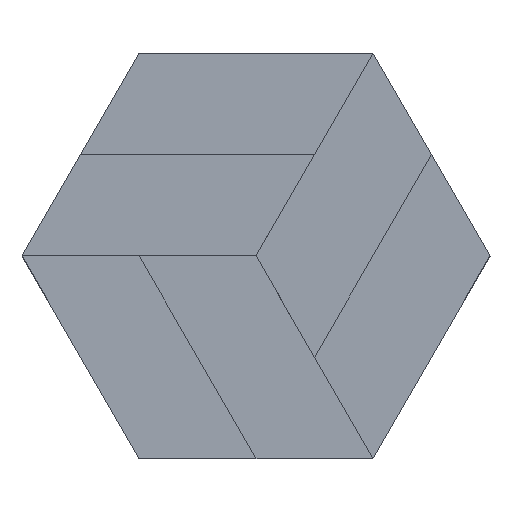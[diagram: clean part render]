
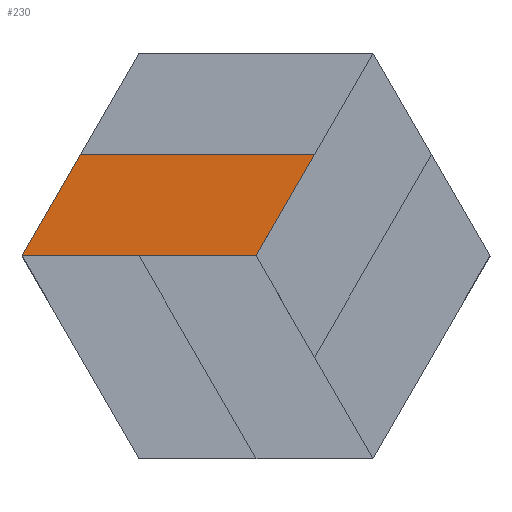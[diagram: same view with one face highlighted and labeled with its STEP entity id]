
A CAD part, top view. The second image highlights one B-rep face of the part: STEP entity #230.
In plain terms, the highlighted planar face has unit normal (0, 0, 1).
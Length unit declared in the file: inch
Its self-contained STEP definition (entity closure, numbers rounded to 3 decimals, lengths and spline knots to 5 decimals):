
#58=FACE_OUTER_BOUND('',#70,.T.);
#70=EDGE_LOOP('',(#203,#204,#205,#206));
#83=LINE('',#360,#107);
#90=LINE('',#375,#114);
#93=LINE('',#379,#117);
#94=LINE('',#381,#118);
#107=VECTOR('',#287,1.1547);
#114=VECTOR('',#298,1.1547);
#117=VECTOR('',#303,2.30965);
#118=VECTOR('',#306,2.30965);
#127=VERTEX_POINT('',#358);
#128=VERTEX_POINT('',#359);
#133=VERTEX_POINT('',#373);
#134=VERTEX_POINT('',#374);
#147=EDGE_CURVE('',#127,#128,#83,.T.);
#154=EDGE_CURVE('',#133,#134,#90,.T.);
#157=EDGE_CURVE('',#127,#134,#93,.T.);
#158=EDGE_CURVE('',#133,#128,#94,.T.);
#203=ORIENTED_EDGE('',*,*,#147,.F.);
#204=ORIENTED_EDGE('',*,*,#157,.T.);
#205=ORIENTED_EDGE('',*,*,#154,.F.);
#206=ORIENTED_EDGE('',*,*,#158,.T.);
#218=PLANE('',#246);
#230=ADVANCED_FACE('',(#58),#218,.T.);
#246=AXIS2_PLACEMENT_3D('',#382,#307,#308);
#287=DIRECTION('',(0.5,0.866,0.));
#298=DIRECTION('',(-0.5,-0.866,0.));
#303=DIRECTION('',(1.,0.,0.));
#306=DIRECTION('',(-1.,0.,0.));
#307=DIRECTION('center_axis',(0.,0.,1.));
#308=DIRECTION('ref_axis',(1.,0.,0.));
#358=CARTESIAN_POINT('',(0.,0.,0.75));
#359=CARTESIAN_POINT('',(0.57735,1.,0.75));
#360=CARTESIAN_POINT('',(0.43303,0.75003,0.75));
#373=CARTESIAN_POINT('',(2.887,1.,0.75));
#374=CARTESIAN_POINT('',(2.30965,0.,0.75));
#375=CARTESIAN_POINT('',(2.45397,0.24997,0.75));
#379=CARTESIAN_POINT('',(0.,0.,0.75));
#381=CARTESIAN_POINT('',(2.887,1.,0.75));
#382=CARTESIAN_POINT('Origin',(1.4435,0.5,0.75));
